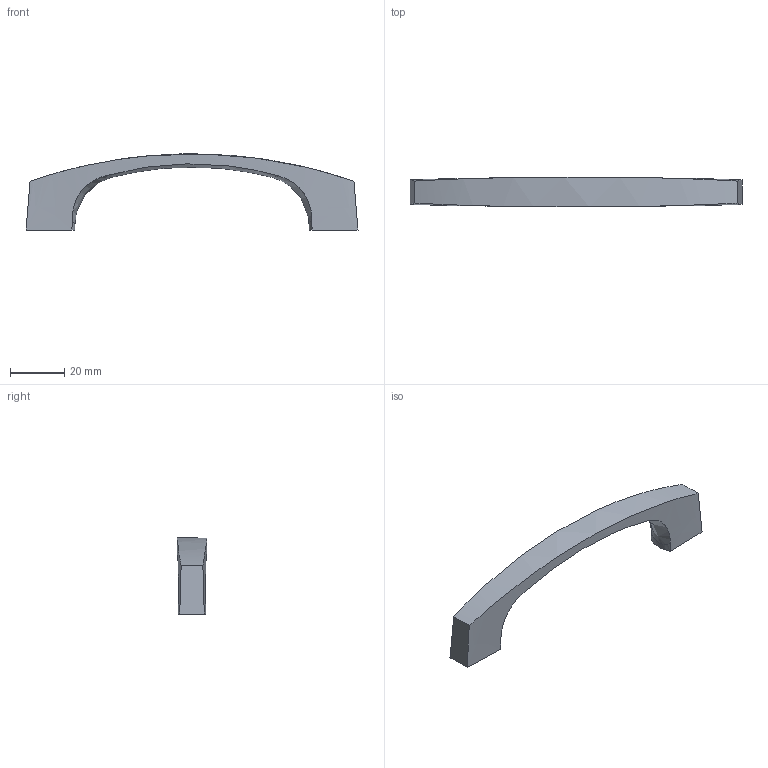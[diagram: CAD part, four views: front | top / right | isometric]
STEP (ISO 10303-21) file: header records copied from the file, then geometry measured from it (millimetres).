
FILE_DESCRIPTION( (''), '2;1');
FILE_NAME ('PC013.1188.THA_101S_2_16603.stp','2024-05-30T19:26:58',(''),(''),'spGate 19.8.4 (****-****-****-****)','','');
FILE_SCHEMA (('AUTOMOTIVE_DESIGN'));
Length unit declared in the file: millimetre
Bounding box: 122 x 11.01 x 27.95 mm (x, y, z)
Volume: 11392.4 mm3; surface area: 5714 mm2
Topology: 1 solids, 1 shells, 18 faces, 46 edges, 32 vertices
Faces by surface type: cylinder 7, plane 6, bspline 5
Entity records: 2213 total; most frequent: CARTESIAN_POINT 1454, ORIENTED_EDGE 92, COLOUR_RGB 65, PRESENTATION_STYLE_ASSIGNMENT 65, STYLED_ITEM 65, DIRECTION 62, EDGE_CURVE 46, DRAUGHTING_PRE_DEFINED_CURVE_FONT 46
